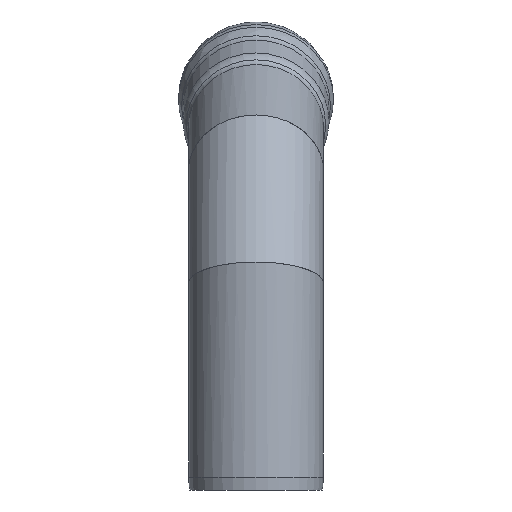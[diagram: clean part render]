
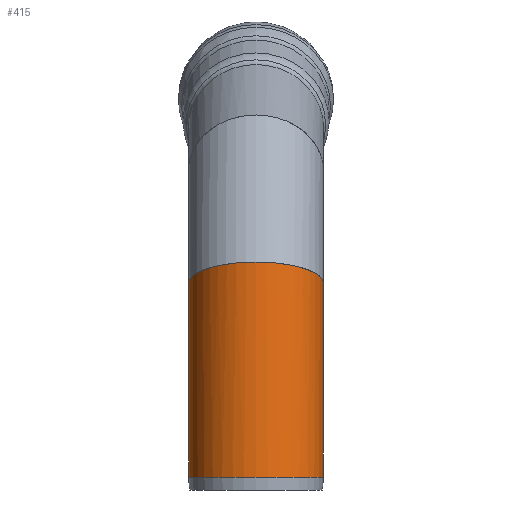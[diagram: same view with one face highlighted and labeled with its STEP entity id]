
A CAD part, left-side view. The second image highlights one B-rep face of the part: STEP entity #415.
In plain terms, the highlighted cylindrical face has radius 365 mm (diameter 730 mm), a full revolution.
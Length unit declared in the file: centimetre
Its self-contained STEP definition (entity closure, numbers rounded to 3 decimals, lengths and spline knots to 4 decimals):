
#39=ELLIPSE('',#501,38.2713,36.5);
#47=CYLINDRICAL_SURFACE('',#500,36.5);
#60=FACE_OUTER_BOUND('',#90,.T.);
#90=EDGE_LOOP('',(#284,#285,#286,#287));
#124=CIRCLE('',#499,36.5);
#167=VERTEX_POINT('',#760);
#168=VERTEX_POINT('',#764);
#211=EDGE_CURVE('',#167,#167,#124,.T.);
#212=EDGE_CURVE('',#167,#168,#458,.T.);
#213=EDGE_CURVE('',#168,#168,#39,.T.);
#284=ORIENTED_EDGE('',*,*,#211,.F.);
#285=ORIENTED_EDGE('',*,*,#212,.T.);
#286=ORIENTED_EDGE('',*,*,#213,.F.);
#287=ORIENTED_EDGE('',*,*,#212,.F.);
#415=ADVANCED_FACE('',(#60),#47,.T.);
#458=LINE('',#765,#477);
#477=VECTOR('',#592,36.5);
#499=AXIS2_PLACEMENT_3D('',#762,#588,#589);
#500=AXIS2_PLACEMENT_3D('',#763,#590,#591);
#501=AXIS2_PLACEMENT_3D('',#766,#593,#594);
#588=DIRECTION('center_axis',(0.,0.,-1.));
#589=DIRECTION('ref_axis',(1.,0.,0.));
#590=DIRECTION('center_axis',(0.,0.,-1.));
#591=DIRECTION('ref_axis',(1.,0.,0.));
#592=DIRECTION('',(0.,0.,1.));
#593=DIRECTION('center_axis',(0.301,0.,0.954));
#594=DIRECTION('ref_axis',(0.954,0.,-0.301));
#760=CARTESIAN_POINT('',(-36.5,0.,7.));
#762=CARTESIAN_POINT('Origin',(0.,0.,7.));
#763=CARTESIAN_POINT('Origin',(0.,0.,8.5));
#764=CARTESIAN_POINT('',(-36.5,0.,123.2859));
#765=CARTESIAN_POINT('',(-36.5,0.,8.5));
#766=CARTESIAN_POINT('Origin',(0.,0.,111.7775));
